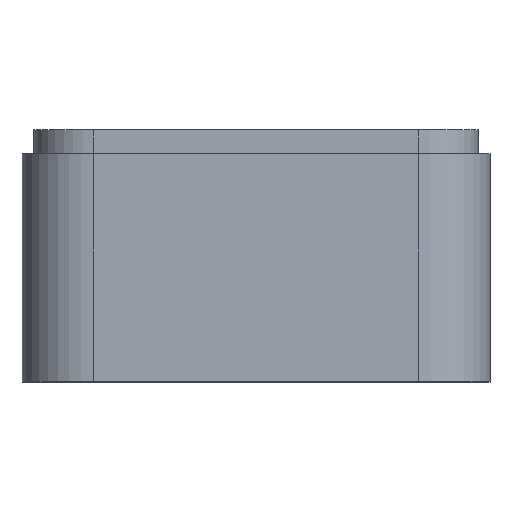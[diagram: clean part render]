
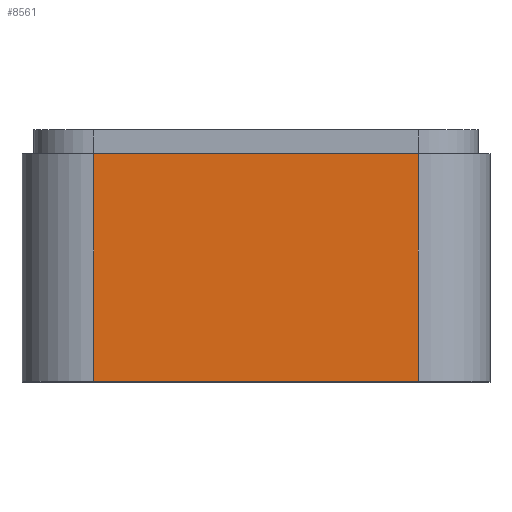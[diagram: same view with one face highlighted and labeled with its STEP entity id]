
A CAD part, top view. The second image highlights one B-rep face of the part: STEP entity #8561.
In plain terms, the highlighted planar face has unit normal (0, 0, 1).
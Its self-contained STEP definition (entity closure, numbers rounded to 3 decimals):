
#1751 = PLANE('',#1752);
#1752 = AXIS2_PLACEMENT_3D('',#1753,#1754,#1755);
#1753 = CARTESIAN_POINT('',(0.,0.,
    0.));
#1754 = DIRECTION('',(0.,1.,0.));
#1755 = DIRECTION('',(0.,0.,1.));
#4244 = VERTEX_POINT('',#4245);
#4245 = CARTESIAN_POINT('',(-21.65,0.,31.5));
#4264 = CYLINDRICAL_SURFACE('',#4265,9.6);
#4265 = AXIS2_PLACEMENT_3D('',#4266,#4267,#4268);
#4266 = CARTESIAN_POINT('',(-21.65,0.,21.9));
#4267 = DIRECTION('',(0.,-1.,0.));
#4268 = DIRECTION('',(1.,0.,0.));
#4276 = EDGE_CURVE('',#4277,#4244,#4279,.T.);
#4277 = VERTEX_POINT('',#4278);
#4278 = CARTESIAN_POINT('',(21.65,0.,31.5));
#4279 = SURFACE_CURVE('',#4280,(#4284,#4291),.PCURVE_S1.);
#4280 = LINE('',#4281,#4282);
#4281 = CARTESIAN_POINT('',(-10.825,0.,31.5));
#4282 = VECTOR('',#4283,1.);
#4283 = DIRECTION('',(-1.,0.,0.));
#4284 = PCURVE('',#1751,#4285);
#4285 = DEFINITIONAL_REPRESENTATION('',(#4286),#4290);
#4286 = LINE('',#4287,#4288);
#4287 = CARTESIAN_POINT('',(31.5,-10.825));
#4288 = VECTOR('',#4289,1.);
#4289 = DIRECTION('',(0.,-1.));
#4290 = ( GEOMETRIC_REPRESENTATION_CONTEXT(2) 
PARAMETRIC_REPRESENTATION_CONTEXT() REPRESENTATION_CONTEXT('2D SPACE',''
  ) );
#4291 = PCURVE('',#4292,#4297);
#4292 = PLANE('',#4293);
#4293 = AXIS2_PLACEMENT_3D('',#4294,#4295,#4296);
#4294 = CARTESIAN_POINT('',(-21.65,0.,31.5));
#4295 = DIRECTION('',(0.,0.,-1.));
#4296 = DIRECTION('',(1.,0.,0.));
#4297 = DEFINITIONAL_REPRESENTATION('',(#4298),#4302);
#4298 = LINE('',#4299,#4300);
#4299 = CARTESIAN_POINT('',(10.825,0.));
#4300 = VECTOR('',#4301,1.);
#4301 = DIRECTION('',(-1.,0.));
#4302 = ( GEOMETRIC_REPRESENTATION_CONTEXT(2) 
PARAMETRIC_REPRESENTATION_CONTEXT() REPRESENTATION_CONTEXT('2D SPACE',''
  ) );
#4325 = CYLINDRICAL_SURFACE('',#4326,9.6);
#4326 = AXIS2_PLACEMENT_3D('',#4327,#4328,#4329);
#4327 = CARTESIAN_POINT('',(21.65,0.,21.9));
#4328 = DIRECTION('',(0.,-1.,0.));
#4329 = DIRECTION('',(1.,0.,0.));
#8160 = PLANE('',#8161);
#8161 = AXIS2_PLACEMENT_3D('',#8162,#8163,#8164);
#8162 = CARTESIAN_POINT('',(0.,30.42,0.)
  );
#8163 = DIRECTION('',(0.,1.,0.));
#8164 = DIRECTION('',(0.,0.,1.));
#8512 = VERTEX_POINT('',#8513);
#8513 = CARTESIAN_POINT('',(-21.65,30.42,31.5));
#8541 = EDGE_CURVE('',#4244,#8512,#8542,.T.);
#8542 = SURFACE_CURVE('',#8543,(#8547,#8554),.PCURVE_S1.);
#8543 = LINE('',#8544,#8545);
#8544 = CARTESIAN_POINT('',(-21.65,0.,31.5));
#8545 = VECTOR('',#8546,1.);
#8546 = DIRECTION('',(-0.,1.,0.));
#8547 = PCURVE('',#4264,#8548);
#8548 = DEFINITIONAL_REPRESENTATION('',(#8549),#8553);
#8549 = LINE('',#8550,#8551);
#8550 = CARTESIAN_POINT('',(1.571,0.));
#8551 = VECTOR('',#8552,1.);
#8552 = DIRECTION('',(0.,-1.));
#8553 = ( GEOMETRIC_REPRESENTATION_CONTEXT(2) 
PARAMETRIC_REPRESENTATION_CONTEXT() REPRESENTATION_CONTEXT('2D SPACE',''
  ) );
#8554 = PCURVE('',#4292,#8555);
#8555 = DEFINITIONAL_REPRESENTATION('',(#8556),#8560);
#8556 = LINE('',#8557,#8558);
#8557 = CARTESIAN_POINT('',(0.,0.));
#8558 = VECTOR('',#8559,1.);
#8559 = DIRECTION('',(0.,-1.));
#8560 = ( GEOMETRIC_REPRESENTATION_CONTEXT(2) 
PARAMETRIC_REPRESENTATION_CONTEXT() REPRESENTATION_CONTEXT('2D SPACE',''
  ) );
#8561 = ADVANCED_FACE('',(#8562),#4292,.F.);
#8562 = FACE_BOUND('',#8563,.F.);
#8563 = EDGE_LOOP('',(#8564,#8587,#8608,#8609));
#8564 = ORIENTED_EDGE('',*,*,#8565,.T.);
#8565 = EDGE_CURVE('',#8512,#8566,#8568,.T.);
#8566 = VERTEX_POINT('',#8567);
#8567 = CARTESIAN_POINT('',(21.65,30.42,31.5));
#8568 = SURFACE_CURVE('',#8569,(#8573,#8580),.PCURVE_S1.);
#8569 = LINE('',#8570,#8571);
#8570 = CARTESIAN_POINT('',(-10.825,30.42,31.5));
#8571 = VECTOR('',#8572,1.);
#8572 = DIRECTION('',(1.,0.,0.));
#8573 = PCURVE('',#4292,#8574);
#8574 = DEFINITIONAL_REPRESENTATION('',(#8575),#8579);
#8575 = LINE('',#8576,#8577);
#8576 = CARTESIAN_POINT('',(10.825,-30.42));
#8577 = VECTOR('',#8578,1.);
#8578 = DIRECTION('',(1.,0.));
#8579 = ( GEOMETRIC_REPRESENTATION_CONTEXT(2) 
PARAMETRIC_REPRESENTATION_CONTEXT() REPRESENTATION_CONTEXT('2D SPACE',''
  ) );
#8580 = PCURVE('',#8160,#8581);
#8581 = DEFINITIONAL_REPRESENTATION('',(#8582),#8586);
#8582 = LINE('',#8583,#8584);
#8583 = CARTESIAN_POINT('',(31.5,-10.825));
#8584 = VECTOR('',#8585,1.);
#8585 = DIRECTION('',(0.,1.));
#8586 = ( GEOMETRIC_REPRESENTATION_CONTEXT(2) 
PARAMETRIC_REPRESENTATION_CONTEXT() REPRESENTATION_CONTEXT('2D SPACE',''
  ) );
#8587 = ORIENTED_EDGE('',*,*,#8588,.F.);
#8588 = EDGE_CURVE('',#4277,#8566,#8589,.T.);
#8589 = SURFACE_CURVE('',#8590,(#8594,#8601),.PCURVE_S1.);
#8590 = LINE('',#8591,#8592);
#8591 = CARTESIAN_POINT('',(21.65,0.,31.5));
#8592 = VECTOR('',#8593,1.);
#8593 = DIRECTION('',(-0.,1.,0.));
#8594 = PCURVE('',#4292,#8595);
#8595 = DEFINITIONAL_REPRESENTATION('',(#8596),#8600);
#8596 = LINE('',#8597,#8598);
#8597 = CARTESIAN_POINT('',(43.3,0.));
#8598 = VECTOR('',#8599,1.);
#8599 = DIRECTION('',(0.,-1.));
#8600 = ( GEOMETRIC_REPRESENTATION_CONTEXT(2) 
PARAMETRIC_REPRESENTATION_CONTEXT() REPRESENTATION_CONTEXT('2D SPACE',''
  ) );
#8601 = PCURVE('',#4325,#8602);
#8602 = DEFINITIONAL_REPRESENTATION('',(#8603),#8607);
#8603 = LINE('',#8604,#8605);
#8604 = CARTESIAN_POINT('',(1.571,0.));
#8605 = VECTOR('',#8606,1.);
#8606 = DIRECTION('',(0.,-1.));
#8607 = ( GEOMETRIC_REPRESENTATION_CONTEXT(2) 
PARAMETRIC_REPRESENTATION_CONTEXT() REPRESENTATION_CONTEXT('2D SPACE',''
  ) );
#8608 = ORIENTED_EDGE('',*,*,#4276,.T.);
#8609 = ORIENTED_EDGE('',*,*,#8541,.T.);
